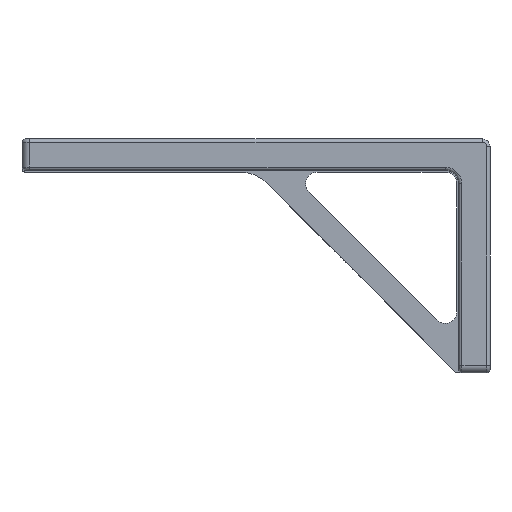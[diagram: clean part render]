
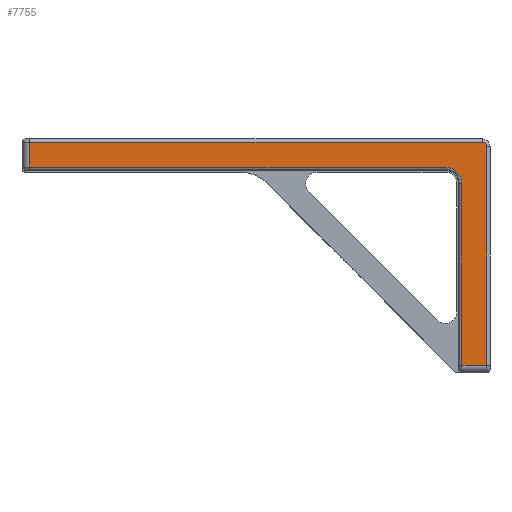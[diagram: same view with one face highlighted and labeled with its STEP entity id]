
A CAD part, left-side view. The second image highlights one B-rep face of the part: STEP entity #7755.
In plain terms, the highlighted planar face has unit normal (-1, 0, 0).
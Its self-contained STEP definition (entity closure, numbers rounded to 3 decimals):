
#30 = CARTESIAN_POINT ( 'NONE',  ( -30., 0.8, -30. ) ) ;
#55 = CARTESIAN_POINT ( 'NONE',  ( -30., 2., 29.2 ) ) ;
#90 = EDGE_CURVE ( 'NONE', #8818, #11287, #1985, .T. ) ;
#135 = DIRECTION ( 'NONE',  ( -1., 0., 0. ) ) ;
#380 = CARTESIAN_POINT ( 'NONE',  ( -30., 8., -28. ) ) ;
#426 = DIRECTION ( 'NONE',  ( 1., 0., 0. ) ) ;
#616 = VECTOR ( 'NONE', #1703, 1000. ) ;
#658 = EDGE_LOOP ( 'NONE', ( #1126, #3308, #3732, #8727, #5285, #1701, #1868, #10827 ) ) ;
#922 = LINE ( 'NONE', #9261, #616 ) ;
#987 = VECTOR ( 'NONE', #7418, 1000. ) ;
#1074 = VERTEX_POINT ( 'NONE', #1560 ) ;
#1126 = ORIENTED_EDGE ( 'NONE', *, *, #9267, .T. ) ;
#1227 = VERTEX_POINT ( 'NONE', #6298 ) ;
#1560 = CARTESIAN_POINT ( 'NONE',  ( -30., 0.8, -28. ) ) ;
#1652 = CARTESIAN_POINT ( 'NONE',  ( -30., 7.2, -28. ) ) ;
#1685 = VERTEX_POINT ( 'NONE', #3714 ) ;
#1701 = ORIENTED_EDGE ( 'NONE', *, *, #4259, .T. ) ;
#1703 = DIRECTION ( 'NONE',  ( 0., -1., 0. ) ) ;
#1712 = DIRECTION ( 'NONE',  ( 0., 1., 0. ) ) ;
#1868 = ORIENTED_EDGE ( 'NONE', *, *, #9826, .T. ) ;
#1898 = DIRECTION ( 'NONE',  ( 0., 0., 1. ) ) ;
#1985 = LINE ( 'NONE', #3703, #6273 ) ;
#2240 = CARTESIAN_POINT ( 'NONE',  ( -30., 7.2, -28. ) ) ;
#2289 = CARTESIAN_POINT ( 'NONE',  ( -30., 11.5, 18.5 ) ) ;
#2937 = CARTESIAN_POINT ( 'NONE',  ( -30., 2., 28. ) ) ;
#3308 = ORIENTED_EDGE ( 'NONE', *, *, #7997, .T. ) ;
#3703 = CARTESIAN_POINT ( 'NONE',  ( -30., 118., 22. ) ) ;
#3714 = CARTESIAN_POINT ( 'NONE',  ( -30., 7.2, 18.5 ) ) ;
#3720 = VECTOR ( 'NONE', #8092, 1000. ) ;
#3732 = ORIENTED_EDGE ( 'NONE', *, *, #90, .T. ) ;
#4259 = EDGE_CURVE ( 'NONE', #1685, #10819, #6018, .T. ) ;
#4545 = VERTEX_POINT ( 'NONE', #55 ) ;
#4573 = CIRCLE ( 'NONE', #6723, 4.3 ) ;
#4788 = LINE ( 'NONE', #30, #9577 ) ;
#4907 = CARTESIAN_POINT ( 'NONE',  ( -30., 118., 29.2 ) ) ;
#5059 = DIRECTION ( 'NONE',  ( 0., 0., -1. ) ) ;
#5285 = ORIENTED_EDGE ( 'NONE', *, *, #12365, .T. ) ;
#5662 = CIRCLE ( 'NONE', #10345, 1.2 ) ;
#5788 = CARTESIAN_POINT ( 'NONE',  ( -30., 118., 22.8 ) ) ;
#5891 = DIRECTION ( 'NONE',  ( 1., 0., 0. ) ) ;
#6018 = LINE ( 'NONE', #1652, #987 ) ;
#6273 = VECTOR ( 'NONE', #10444, 1000. ) ;
#6298 = CARTESIAN_POINT ( 'NONE',  ( -30., 11.5, 22.8 ) ) ;
#6541 = VECTOR ( 'NONE', #1712, 1000. ) ;
#6545 = EDGE_CURVE ( 'NONE', #1074, #8954, #4788, .T. ) ;
#6723 = AXIS2_PLACEMENT_3D ( 'NONE', #2289, #426, #5059 ) ;
#6752 = AXIS2_PLACEMENT_3D ( 'NONE', #10727, #5891, #6817 ) ;
#6817 = DIRECTION ( 'NONE',  ( 0., 0., -1. ) ) ;
#7418 = DIRECTION ( 'NONE',  ( 0., 0., -1. ) ) ;
#7740 = FACE_OUTER_BOUND ( 'NONE', #658, .T. ) ;
#7755 = ADVANCED_FACE ( '��1', ( #7740 ), #11651, .F. ) ;
#7997 = EDGE_CURVE ( 'NONE', #4545, #8818, #11962, .T. ) ;
#8092 = DIRECTION ( 'NONE',  ( 0., -1., 0. ) ) ;
#8727 = ORIENTED_EDGE ( 'NONE', *, *, #9621, .T. ) ;
#8818 = VERTEX_POINT ( 'NONE', #4907 ) ;
#8954 = VERTEX_POINT ( 'NONE', #10744 ) ;
#9261 = CARTESIAN_POINT ( 'NONE',  ( -30., 8., 22.8 ) ) ;
#9267 = EDGE_CURVE ( 'NONE', #8954, #4545, #5662, .T. ) ;
#9577 = VECTOR ( 'NONE', #1898, 1000. ) ;
#9620 = DIRECTION ( 'NONE',  ( 0., 0., -1. ) ) ;
#9621 = EDGE_CURVE ( 'NONE', #11287, #1227, #922, .T. ) ;
#9696 = LINE ( 'NONE', #380, #3720 ) ;
#9826 = EDGE_CURVE ( 'NONE', #10819, #1074, #9696, .T. ) ;
#10255 = CARTESIAN_POINT ( 'NONE',  ( -30., 8., 29.2 ) ) ;
#10345 = AXIS2_PLACEMENT_3D ( 'NONE', #2937, #135, #9620 ) ;
#10444 = DIRECTION ( 'NONE',  ( 0., 0., -1. ) ) ;
#10727 = CARTESIAN_POINT ( 'NONE',  ( -30., 8., -30. ) ) ;
#10744 = CARTESIAN_POINT ( 'NONE',  ( -30., 0.8, 28. ) ) ;
#10819 = VERTEX_POINT ( 'NONE', #2240 ) ;
#10827 = ORIENTED_EDGE ( 'NONE', *, *, #6545, .T. ) ;
#11287 = VERTEX_POINT ( 'NONE', #5788 ) ;
#11651 = PLANE ( 'NONE',  #6752 ) ;
#11962 = LINE ( 'NONE', #10255, #6541 ) ;
#12365 = EDGE_CURVE ( 'NONE', #1227, #1685, #4573, .T. ) ;
